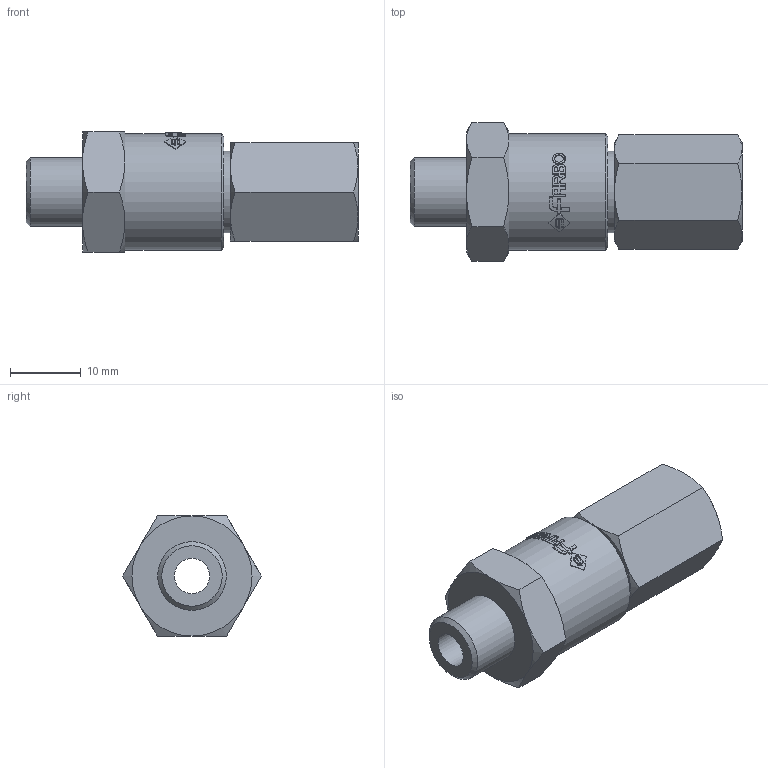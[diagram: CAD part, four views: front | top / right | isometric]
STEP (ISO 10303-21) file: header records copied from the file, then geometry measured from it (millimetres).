
FILE_DESCRIPTION(( 'AR.17.18.18.stp' ), '1');
FILE_NAME( 'AR.17.18.18.stp', '2021-02-25T09:36:57',( 'Sopra'),('sopra-pneumatic.com'), 'SwSTEP 2.0','SolidWorks 2009','' );
FILE_SCHEMA( ( 'CONFIG_CONTROL_DESIGN' ) );
Length unit declared in the file: millimetre
Products named in the file (3): GRHL.0120; _GRHL.0120_a; _Logo FARBO (1-16.5-2.75-)
Assembly tree (2 placements, depth 2):
  GRHL.0120
    _GRHL.0120_a
    _Logo FARBO (1-16.5-2.75-)
Bounding box: 47 x 19.63 x 17 mm (x, y, z)
Volume: 6969.2 mm3; surface area: 3639.5 mm2
Topology: 2 solids, 2 shells, 204 faces, 507 edges, 320 vertices
Faces by surface type: plane 106, cylinder 64, cone 27, torus 7
Full cylindrical faces by diameter (mm): 0.181 x20, 5 x1, 8.566 x1, 9.728 x1, 11.55 x1, 16.5 x1
Entity records: 7327 total; most frequent: CARTESIAN_POINT 2765, ORIENTED_EDGE 902, DIRECTION 884, EDGE_CURVE 451, AXIS2_PLACEMENT_3D 356, VERTEX_POINT 300, EDGE_LOOP 264, FACE_OUTER_BOUND 236
